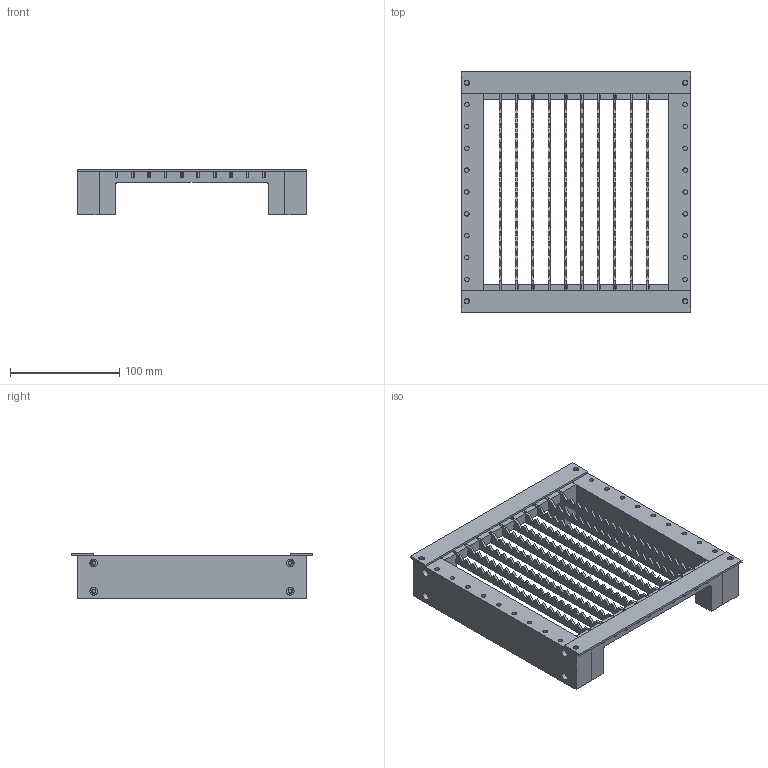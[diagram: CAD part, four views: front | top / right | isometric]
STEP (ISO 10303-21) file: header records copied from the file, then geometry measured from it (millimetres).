
FILE_DESCRIPTION(/* description */ (''),/* implementation_level */ '2;1');
FILE_NAME(/* name */ '06_CT-L',/* time_stamp */ '2024-10-18T14:33:08+03:00',/* author */ (''),/* organization */ (''),/* preprocessor_version */ 'ST-DEVELOPER v15',/* originating_system */ '',/* authorisation */ '');
FILE_SCHEMA (('AUTOMOTIVE_DESIGN'));
Length unit declared in the file: millimetre
Products named in the file (6): Document; L01_Прижим; L02_Ребро; M02_Стенка; ; M01_Боковина
Assembly tree (16 placements, depth 2):
  Document
    L01_Прижим  x2
    L02_Ребро  x10
    M02_Стенка  x2
  
    M01_Боковина
Bounding box: 210 x 220 x 42 mm (x, y, z)
Volume: 477113.4 mm3; surface area: 153312.7 mm2
Topology: 16 solids, 16 shells, 730 faces, 1998 edges, 1336 vertices
Faces by surface type: plane 630, bspline 100
Entity records: 7532 total; most frequent: CARTESIAN_POINT 3087, ORIENTED_EDGE 1266, EDGE_CURVE 633, B_SPLINE_CURVE_WITH_KNOTS 505, VERTEX_POINT 426, EDGE_LOOP 271, ADVANCED_FACE 238, FACE_OUTER_BOUND 238
